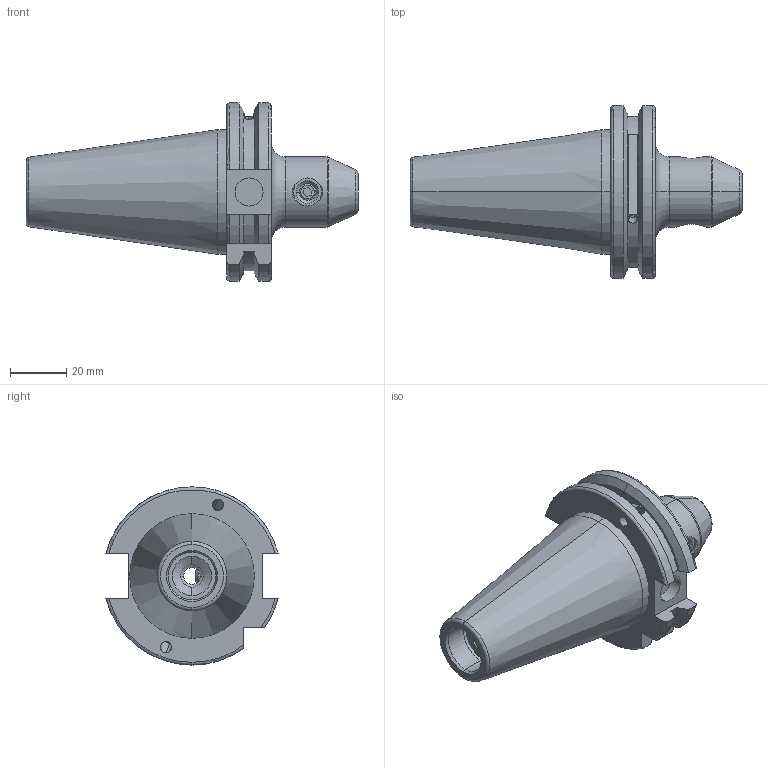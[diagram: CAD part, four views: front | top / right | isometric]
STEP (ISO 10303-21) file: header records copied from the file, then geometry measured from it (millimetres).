
FILE_DESCRIPTION (( 'STEP AP203' ), '1' );
FILE_NAME ('91406-WE77 06050.STEP', '2015-09-07T08:05:38', ( '' ), ( '' ), 'SwSTEP 2.0', 'SolidWorks 2009', '' );
FILE_SCHEMA (( 'CONFIG_CONTROL_DESIGN' ));
Length unit declared in the file: millimetre
Products named in the file (4): SK40 EM 06 050 FTC WW-M&G; 91406-WE77 06050; M6X10_DIN 913 - M6 x 10-N; M4X4_DIN 913 - M4 x 4-N
Assembly tree (4 placements, depth 2):
  91406-WE77 06050
    M4X4_DIN 913 - M4 x 4-N  x2
    SK40 EM 06 050 FTC WW-M&G
    M6X10_DIN 913 - M6 x 10-N
Bounding box: 118.4 x 61.48 x 63.55 mm (x, y, z)
Volume: 115846.5 mm3; surface area: 23620.4 mm2
Topology: 4 solids, 4 shells, 157 faces, 379 edges, 241 vertices
Faces by surface type: plane 56, cylinder 42, cone 35, torus 18, bspline 4, sphere 2
Entity records: 5197 total; most frequent: CARTESIAN_POINT 1370, DIRECTION 733, ORIENTED_EDGE 694, EDGE_CURVE 347, AXIS2_PLACEMENT_3D 290, VERTEX_POINT 221, EDGE_LOOP 164, VECTOR 153
